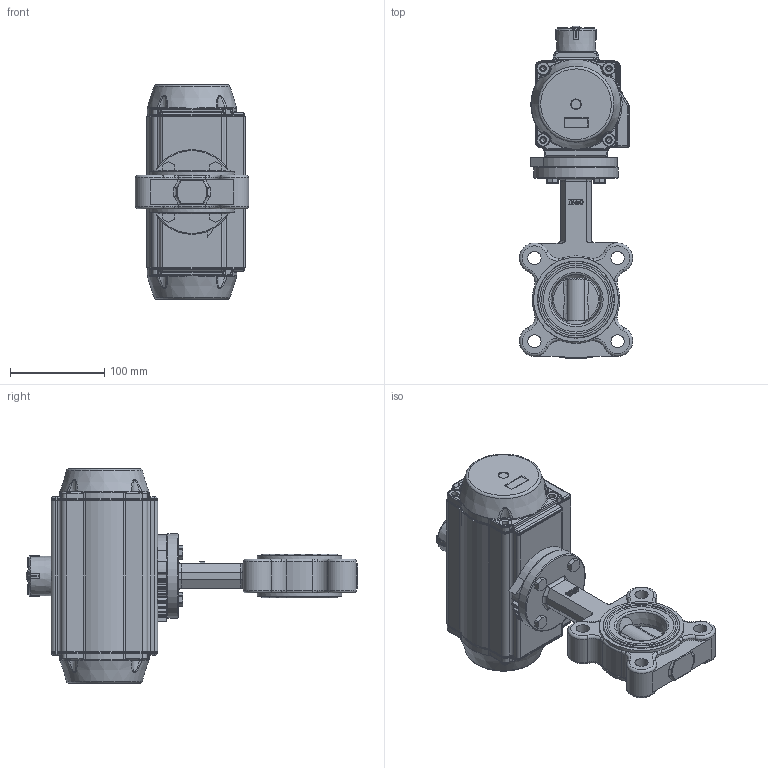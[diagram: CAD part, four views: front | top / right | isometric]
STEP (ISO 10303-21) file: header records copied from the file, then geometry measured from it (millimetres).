
FILE_DESCRIPTION(/* description */ ('Unknown'),/* implementation_level */ '2;1');
FILE_NAME(/* name */ 'PE04 5200_5210_5220-09',/* time_stamp */ '2025-04-03T08:37:40+02:00',/* author */ ('Unknown'),/* organization */ ('Unknown'),/* preprocessor_version */ 'ST-DEVELOPER v19.4',/* originating_system */ 'Solid Edge',/* authorisation */ 'Unknown');
FILE_SCHEMA (('AUTOMOTIVE_DESIGN {1 0 10303 214 3 1 1}'));
Products named in the file (20): PE04 5200_5210_5220-09; Raster DN40- DN150; LUG-DN50; DN50概极; seat; disc; shaft1; shaft2; bushing1; DIN933_M8x30; PD05_PE04; VTE85____; Optische Anzeige; ______; ________(___________; cup head nib bolts with large head gb_GB_FASTENER_BOLT_CHNBW M6X25-N; huosai85; zhou85; vt85-2016-06-25  _______MIR; vt85-2016-06-25
Assembly tree (27 placements, depth 4):
  PE04 5200_5210_5220-09
    Raster DN40- DN150
    LUG-DN50
      DN50概极
      seat
      disc
      shaft1
      shaft2
      bushing1  x2
    DIN933_M8x30  x4
    PD05_PE04
      VTE85____
      Optische Anzeige
        ______
        ________(___________  x4
        cup head nib bolts with large head gb_GB_FASTENER_BOLT_CHNBW M6X25-N
      huosai85  x2
      zhou85
      vt85-2016-06-25  _______MIR
      vt85-2016-06-25
Bounding box: 120.28 x 352.81 x 228 mm (x, y, z)
Volume: 1690910.8 mm3; surface area: 467275.1 mm2
Topology: 24 solids, 24 shells, 3426 faces, 8550 edges, 5294 vertices
Faces by surface type: plane 966, cylinder 889, bspline 744, torus 576, cone 238, sphere 13
Full cylindrical faces by diameter (mm): 3 x16, 3.3 x8, 4 x2, 4.134 x8, 4.66 x1, 4.917 x14, 5 x2, 6 x1, 6.2 x1, 6.647 x6, 6.8 x8, 8 x5, 10 x5, 11.445 x2, 12 x2, 12.6 x5, 12.75 x1, 12.83 x2, 13 x10, 14 x4, 16.2 x1, 16.5 x1, 17.45 x4, 17.53 x2, 18.7 x1, 20 x7, 21.8 x2, 23 x13, 26 x1, 27 x1
Entity records: 106705 total; most frequent: CARTESIAN_POINT 47349, ORIENTED_EDGE 12804, DIRECTION 10909, EDGE_CURVE 6402, AXIS2_PLACEMENT_3D 4389, VERTEX_POINT 4172, FACE_BOUND 3278, EDGE_LOOP 3263
